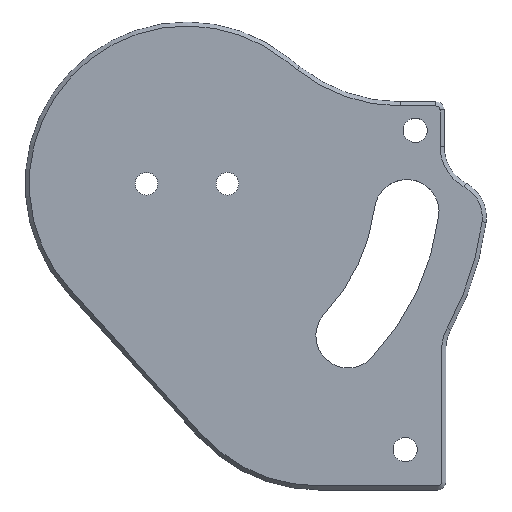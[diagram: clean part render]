
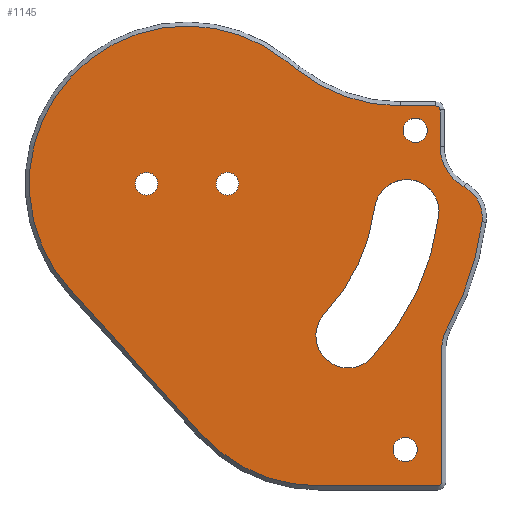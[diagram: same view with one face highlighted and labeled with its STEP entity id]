
A CAD part, top view. The second image highlights one B-rep face of the part: STEP entity #1145.
In plain terms, the highlighted planar face has unit normal (0, 0, 1).
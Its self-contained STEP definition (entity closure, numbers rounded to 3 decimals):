
#19=FACE_BOUND('',#247,.T.);
#20=FACE_BOUND('',#248,.T.);
#21=FACE_BOUND('',#249,.T.);
#22=FACE_BOUND('',#250,.T.);
#23=FACE_BOUND('',#251,.T.);
#83=CIRCLE('',#1249,19.5);
#84=CIRCLE('',#1252,19.5);
#86=CIRCLE('',#1256,0.5);
#88=CIRCLE('',#1260,5.5);
#89=CIRCLE('',#1262,36.8);
#91=CIRCLE('',#1265,4.3);
#93=CIRCLE('',#1268,5.7);
#95=CIRCLE('',#1272,0.5);
#96=CIRCLE('',#1275,20.5);
#97=CIRCLE('',#1282,1.4);
#98=CIRCLE('',#1283,1.4);
#99=CIRCLE('',#1284,1.5);
#100=CIRCLE('',#1285,1.5);
#101=CIRCLE('',#1286,23.406);
#102=CIRCLE('',#1287,4.);
#103=CIRCLE('',#1288,31.406);
#104=CIRCLE('',#1289,4.);
#174=FACE_OUTER_BOUND('',#246,.T.);
#246=EDGE_LOOP('',(#946,#947,#948,#949,#950,#951,#952,#953,#954,#955,#956,
#957,#958,#959,#960));
#247=EDGE_LOOP('',(#961));
#248=EDGE_LOOP('',(#962));
#249=EDGE_LOOP('',(#963));
#250=EDGE_LOOP('',(#964));
#251=EDGE_LOOP('',(#965,#966,#967,#968));
#327=LINE('',#1860,#428);
#330=LINE('',#1868,#431);
#333=LINE('',#1879,#434);
#340=LINE('',#1908,#441);
#344=LINE('',#1917,#445);
#346=LINE('',#1923,#447);
#428=VECTOR('',#1495,10.);
#431=VECTOR('',#1504,10.);
#434=VECTOR('',#1515,10.);
#441=VECTOR('',#1548,10.);
#445=VECTOR('',#1558,10.);
#447=VECTOR('',#1566,10.);
#537=VERTEX_POINT('',#1852);
#538=VERTEX_POINT('',#1854);
#539=VERTEX_POINT('',#1858);
#540=VERTEX_POINT('',#1862);
#541=VERTEX_POINT('',#1866);
#543=VERTEX_POINT('',#1872);
#545=VERTEX_POINT('',#1877);
#547=VERTEX_POINT('',#1884);
#549=VERTEX_POINT('',#1889);
#551=VERTEX_POINT('',#1895);
#553=VERTEX_POINT('',#1901);
#554=VERTEX_POINT('',#1906);
#555=VERTEX_POINT('',#1911);
#556=VERTEX_POINT('',#1915);
#557=VERTEX_POINT('',#1919);
#558=VERTEX_POINT('',#1933);
#559=VERTEX_POINT('',#1935);
#560=VERTEX_POINT('',#1937);
#561=VERTEX_POINT('',#1939);
#562=VERTEX_POINT('',#1941);
#563=VERTEX_POINT('',#1942);
#564=VERTEX_POINT('',#1944);
#565=VERTEX_POINT('',#1946);
#661=EDGE_CURVE('',#537,#538,#83,.T.);
#664=EDGE_CURVE('',#539,#537,#327,.T.);
#666=EDGE_CURVE('',#540,#539,#84,.T.);
#668=EDGE_CURVE('',#541,#540,#330,.T.);
#671=EDGE_CURVE('',#543,#541,#86,.T.);
#673=EDGE_CURVE('',#545,#543,#333,.T.);
#677=EDGE_CURVE('',#547,#545,#88,.T.);
#679=EDGE_CURVE('',#549,#547,#89,.T.);
#682=EDGE_CURVE('',#551,#549,#91,.T.);
#685=EDGE_CURVE('',#553,#551,#93,.T.);
#688=EDGE_CURVE('',#554,#553,#340,.T.);
#691=EDGE_CURVE('',#555,#554,#95,.T.);
#693=EDGE_CURVE('',#556,#555,#344,.T.);
#695=EDGE_CURVE('',#557,#556,#96,.T.);
#696=EDGE_CURVE('',#538,#557,#346,.T.);
#701=EDGE_CURVE('',#558,#558,#97,.T.);
#702=EDGE_CURVE('',#559,#559,#98,.T.);
#703=EDGE_CURVE('',#560,#560,#99,.T.);
#704=EDGE_CURVE('',#561,#561,#100,.T.);
#705=EDGE_CURVE('',#562,#563,#101,.T.);
#706=EDGE_CURVE('',#563,#564,#102,.T.);
#707=EDGE_CURVE('',#564,#565,#103,.T.);
#708=EDGE_CURVE('',#565,#562,#104,.T.);
#946=ORIENTED_EDGE('',*,*,#661,.F.);
#947=ORIENTED_EDGE('',*,*,#664,.F.);
#948=ORIENTED_EDGE('',*,*,#666,.F.);
#949=ORIENTED_EDGE('',*,*,#668,.F.);
#950=ORIENTED_EDGE('',*,*,#671,.F.);
#951=ORIENTED_EDGE('',*,*,#673,.F.);
#952=ORIENTED_EDGE('',*,*,#677,.F.);
#953=ORIENTED_EDGE('',*,*,#679,.F.);
#954=ORIENTED_EDGE('',*,*,#682,.F.);
#955=ORIENTED_EDGE('',*,*,#685,.F.);
#956=ORIENTED_EDGE('',*,*,#688,.F.);
#957=ORIENTED_EDGE('',*,*,#691,.F.);
#958=ORIENTED_EDGE('',*,*,#693,.F.);
#959=ORIENTED_EDGE('',*,*,#695,.F.);
#960=ORIENTED_EDGE('',*,*,#696,.F.);
#961=ORIENTED_EDGE('',*,*,#701,.T.);
#962=ORIENTED_EDGE('',*,*,#702,.T.);
#963=ORIENTED_EDGE('',*,*,#703,.T.);
#964=ORIENTED_EDGE('',*,*,#704,.T.);
#965=ORIENTED_EDGE('',*,*,#705,.T.);
#966=ORIENTED_EDGE('',*,*,#706,.T.);
#967=ORIENTED_EDGE('',*,*,#707,.T.);
#968=ORIENTED_EDGE('',*,*,#708,.T.);
#1093=PLANE('',#1281);
#1145=ADVANCED_FACE('',(#174,#19,#20,#21,#22,#23),#1093,.T.);
#1249=AXIS2_PLACEMENT_3D('',#1855,#1489,#1490);
#1252=AXIS2_PLACEMENT_3D('',#1864,#1499,#1500);
#1256=AXIS2_PLACEMENT_3D('',#1874,#1510,#1511);
#1260=AXIS2_PLACEMENT_3D('',#1886,#1522,#1523);
#1262=AXIS2_PLACEMENT_3D('',#1891,#1527,#1528);
#1265=AXIS2_PLACEMENT_3D('',#1897,#1534,#1535);
#1268=AXIS2_PLACEMENT_3D('',#1903,#1541,#1542);
#1272=AXIS2_PLACEMENT_3D('',#1913,#1553,#1554);
#1275=AXIS2_PLACEMENT_3D('',#1921,#1562,#1563);
#1281=AXIS2_PLACEMENT_3D('',#1932,#1579,#1580);
#1282=AXIS2_PLACEMENT_3D('',#1934,#1581,#1582);
#1283=AXIS2_PLACEMENT_3D('',#1936,#1583,#1584);
#1284=AXIS2_PLACEMENT_3D('',#1938,#1585,#1586);
#1285=AXIS2_PLACEMENT_3D('',#1940,#1587,#1588);
#1286=AXIS2_PLACEMENT_3D('',#1943,#1589,#1590);
#1287=AXIS2_PLACEMENT_3D('',#1945,#1591,#1592);
#1288=AXIS2_PLACEMENT_3D('',#1947,#1593,#1594);
#1289=AXIS2_PLACEMENT_3D('',#1948,#1595,#1596);
#1489=DIRECTION('center_axis',(0.,0.,-1.));
#1490=DIRECTION('ref_axis',(-1.,0.,0.));
#1495=DIRECTION('',(-0.673,0.74,0.));
#1499=DIRECTION('center_axis',(0.,0.,-1.));
#1500=DIRECTION('ref_axis',(-0.405,-0.915,0.));
#1504=DIRECTION('',(-1.,0.,0.));
#1510=DIRECTION('center_axis',(0.,0.,-1.));
#1511=DIRECTION('ref_axis',(0.707,-0.707,0.));
#1515=DIRECTION('',(0.,-1.,0.));
#1522=DIRECTION('center_axis',(0.,0.,1.));
#1523=DIRECTION('ref_axis',(-0.968,0.25,0.));
#1527=DIRECTION('center_axis',(0.,0.,-1.));
#1528=DIRECTION('ref_axis',(0.871,-0.492,0.));
#1534=DIRECTION('center_axis',(0.,0.,-1.));
#1535=DIRECTION('ref_axis',(0.992,-0.128,0.));
#1541=DIRECTION('center_axis',(0.,0.,1.));
#1542=DIRECTION('ref_axis',(-1.,0.,0.));
#1548=DIRECTION('',(0.,-1.,0.));
#1553=DIRECTION('center_axis',(0.,0.,-1.));
#1554=DIRECTION('ref_axis',(0.707,0.707,0.));
#1558=DIRECTION('',(1.,0.,0.));
#1562=DIRECTION('center_axis',(0.,0.,1.));
#1563=DIRECTION('ref_axis',(-0.329,-0.944,0.));
#1566=DIRECTION('',(0.783,-0.622,0.));
#1579=DIRECTION('center_axis',(0.,0.,1.));
#1580=DIRECTION('ref_axis',(1.,0.,0.));
#1581=DIRECTION('center_axis',(0.,0.,-1.));
#1582=DIRECTION('ref_axis',(1.,0.,0.));
#1583=DIRECTION('center_axis',(0.,0.,-1.));
#1584=DIRECTION('ref_axis',(1.,0.,0.));
#1585=DIRECTION('center_axis',(0.,0.,-1.));
#1586=DIRECTION('ref_axis',(1.,0.,0.));
#1587=DIRECTION('center_axis',(0.,0.,-1.));
#1588=DIRECTION('ref_axis',(1.,0.,0.));
#1589=DIRECTION('center_axis',(0.,0.,1.));
#1590=DIRECTION('ref_axis',(1.,0.,0.));
#1591=DIRECTION('center_axis',(0.,0.,-1.));
#1592=DIRECTION('ref_axis',(-1.,0.,0.));
#1593=DIRECTION('center_axis',(0.,0.,-1.));
#1594=DIRECTION('ref_axis',(-1.,0.,0.));
#1595=DIRECTION('center_axis',(0.,0.,-1.));
#1596=DIRECTION('ref_axis',(-1.,0.,0.));
#1852=CARTESIAN_POINT('',(-20.275,-23.242,4.));
#1854=CARTESIAN_POINT('',(6.286,5.142,4.));
#1855=CARTESIAN_POINT('Origin',(-5.846,-10.125,4.));
#1858=CARTESIAN_POINT('',(-4.028,-41.115,4.));
#1860=CARTESIAN_POINT('',(-20.275,-23.242,4.));
#1862=CARTESIAN_POINT('',(10.402,-47.499,4.));
#1864=CARTESIAN_POINT('Origin',(10.402,-27.999,4.));
#1866=CARTESIAN_POINT('',(25.154,-47.499,4.));
#1868=CARTESIAN_POINT('',(-2.146,-47.499,4.));
#1872=CARTESIAN_POINT('',(25.654,-46.999,4.));
#1874=CARTESIAN_POINT('Origin',(25.154,-46.999,4.));
#1877=CARTESIAN_POINT('',(25.654,-30.626,4.));
#1879=CARTESIAN_POINT('',(25.654,-29.062,4.));
#1884=CARTESIAN_POINT('',(26.343,-27.96,4.));
#1886=CARTESIAN_POINT('Origin',(31.154,-30.626,4.));
#1889=CARTESIAN_POINT('',(30.651,-14.84,4.));
#1891=CARTESIAN_POINT('Origin',(-5.846,-10.125,4.));
#1895=CARTESIAN_POINT('',(28.437,-10.509,4.));
#1897=CARTESIAN_POINT('Origin',(26.386,-14.289,4.));
#1901=CARTESIAN_POINT('',(25.454,-5.499,4.));
#1903=CARTESIAN_POINT('Origin',(31.154,-5.499,4.));
#1906=CARTESIAN_POINT('',(25.454,-1.008,4.));
#1908=CARTESIAN_POINT('',(25.454,-29.062,4.));
#1911=CARTESIAN_POINT('',(24.954,-0.508,4.));
#1913=CARTESIAN_POINT('Origin',(24.954,-1.008,4.));
#1915=CARTESIAN_POINT('',(20.549,-0.508,4.));
#1917=CARTESIAN_POINT('',(10.154,-0.508,4.));
#1919=CARTESIAN_POINT('',(7.795,3.943,4.));
#1921=CARTESIAN_POINT('Origin',(20.549,19.992,4.));
#1923=CARTESIAN_POINT('',(9.772,2.371,4.));
#1932=CARTESIAN_POINT('Origin',(-5.846,-10.125,4.));
#1933=CARTESIAN_POINT('',(-2.246,-10.125,4.));
#1934=CARTESIAN_POINT('Origin',(-0.846,-10.125,4.));
#1935=CARTESIAN_POINT('',(-12.246,-10.125,4.));
#1936=CARTESIAN_POINT('Origin',(-10.846,-10.125,4.));
#1937=CARTESIAN_POINT('',(20.894,-3.529,4.));
#1938=CARTESIAN_POINT('Origin',(22.394,-3.529,4.));
#1939=CARTESIAN_POINT('',(19.654,-42.999,4.));
#1940=CARTESIAN_POINT('Origin',(21.154,-42.999,4.));
#1941=CARTESIAN_POINT('',(11.188,-26.177,4.));
#1942=CARTESIAN_POINT('',(17.37,-13.099,4.));
#1943=CARTESIAN_POINT('Origin',(-5.846,-10.125,4.));
#1944=CARTESIAN_POINT('',(25.305,-14.115,4.));
#1945=CARTESIAN_POINT('Origin',(21.338,-13.607,4.));
#1946=CARTESIAN_POINT('',(17.011,-31.663,4.));
#1947=CARTESIAN_POINT('Origin',(-5.846,-10.125,4.));
#1948=CARTESIAN_POINT('Origin',(14.1,-28.92,4.));
